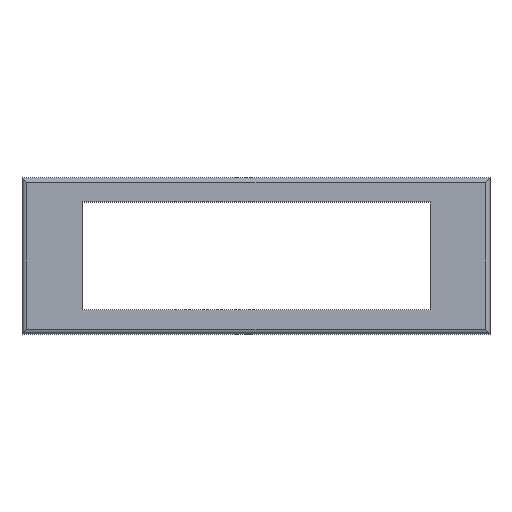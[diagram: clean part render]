
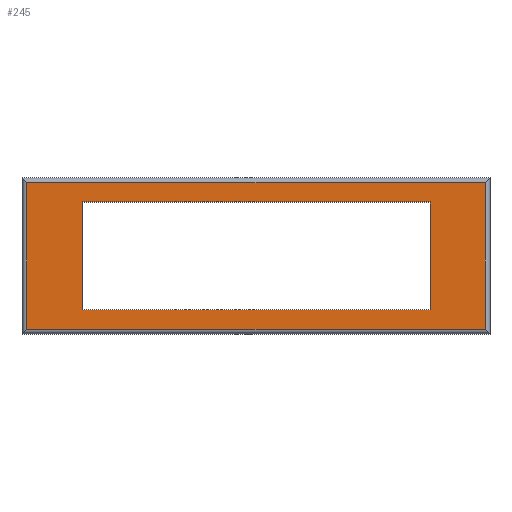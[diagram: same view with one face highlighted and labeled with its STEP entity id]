
A CAD part, top view. The second image highlights one B-rep face of the part: STEP entity #245.
In plain terms, the highlighted planar face has unit normal (0, 0, 1).
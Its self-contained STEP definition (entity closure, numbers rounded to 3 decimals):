
#93 = VERTEX_POINT('',#94);
#94 = CARTESIAN_POINT('',(-95.5,-30.5,4.));
#101 = EDGE_CURVE('',#93,#102,#104,.T.);
#102 = VERTEX_POINT('',#103);
#103 = CARTESIAN_POINT('',(95.5,-30.5,4.));
#104 = LINE('',#105,#106);
#105 = CARTESIAN_POINT('',(-97.5,-30.5,4.));
#106 = VECTOR('',#107,1.);
#107 = DIRECTION('',(1.,0.,0.));
#225 = VERTEX_POINT('',#226);
#226 = CARTESIAN_POINT('',(-95.5,30.5,4.));
#233 = EDGE_CURVE('',#225,#93,#234,.T.);
#234 = LINE('',#235,#236);
#235 = CARTESIAN_POINT('',(-95.5,32.5,4.));
#236 = VECTOR('',#237,1.);
#237 = DIRECTION('',(0.,-1.,0.));
#245 = ADVANCED_FACE('',(#246,#264),#298,.T.);
#246 = FACE_BOUND('',#247,.T.);
#247 = EDGE_LOOP('',(#248,#256,#257,#258));
#248 = ORIENTED_EDGE('',*,*,#249,.T.);
#249 = EDGE_CURVE('',#250,#225,#252,.T.);
#250 = VERTEX_POINT('',#251);
#251 = CARTESIAN_POINT('',(95.5,30.5,4.));
#252 = LINE('',#253,#254);
#253 = CARTESIAN_POINT('',(97.5,30.5,4.));
#254 = VECTOR('',#255,1.);
#255 = DIRECTION('',(-1.,0.,0.));
#256 = ORIENTED_EDGE('',*,*,#233,.T.);
#257 = ORIENTED_EDGE('',*,*,#101,.T.);
#258 = ORIENTED_EDGE('',*,*,#259,.T.);
#259 = EDGE_CURVE('',#102,#250,#260,.T.);
#260 = LINE('',#261,#262);
#261 = CARTESIAN_POINT('',(95.5,-32.5,4.));
#262 = VECTOR('',#263,1.);
#263 = DIRECTION('',(0.,1.,0.));
#264 = FACE_BOUND('',#265,.F.);
#265 = EDGE_LOOP('',(#266,#276,#284,#292));
#266 = ORIENTED_EDGE('',*,*,#267,.T.);
#267 = EDGE_CURVE('',#268,#270,#272,.T.);
#268 = VERTEX_POINT('',#269);
#269 = CARTESIAN_POINT('',(-72.5,-22.5,4.));
#270 = VERTEX_POINT('',#271);
#271 = CARTESIAN_POINT('',(72.5,-22.5,4.));
#272 = LINE('',#273,#274);
#273 = CARTESIAN_POINT('',(-72.5,-22.5,4.));
#274 = VECTOR('',#275,1.);
#275 = DIRECTION('',(1.,0.,0.));
#276 = ORIENTED_EDGE('',*,*,#277,.T.);
#277 = EDGE_CURVE('',#270,#278,#280,.T.);
#278 = VERTEX_POINT('',#279);
#279 = CARTESIAN_POINT('',(72.5,22.5,4.));
#280 = LINE('',#281,#282);
#281 = CARTESIAN_POINT('',(72.5,-22.5,4.));
#282 = VECTOR('',#283,1.);
#283 = DIRECTION('',(0.,1.,0.));
#284 = ORIENTED_EDGE('',*,*,#285,.T.);
#285 = EDGE_CURVE('',#278,#286,#288,.T.);
#286 = VERTEX_POINT('',#287);
#287 = CARTESIAN_POINT('',(-72.5,22.5,4.));
#288 = LINE('',#289,#290);
#289 = CARTESIAN_POINT('',(72.5,22.5,4.));
#290 = VECTOR('',#291,1.);
#291 = DIRECTION('',(-1.,0.,0.));
#292 = ORIENTED_EDGE('',*,*,#293,.T.);
#293 = EDGE_CURVE('',#286,#268,#294,.T.);
#294 = LINE('',#295,#296);
#295 = CARTESIAN_POINT('',(-72.5,22.5,4.));
#296 = VECTOR('',#297,1.);
#297 = DIRECTION('',(0.,-1.,0.));
#298 = PLANE('',#299);
#299 = AXIS2_PLACEMENT_3D('',#300,#301,#302);
#300 = CARTESIAN_POINT('',(0.,0.,4.));
#301 = DIRECTION('',(0.,0.,1.));
#302 = DIRECTION('',(1.,0.,0.));
